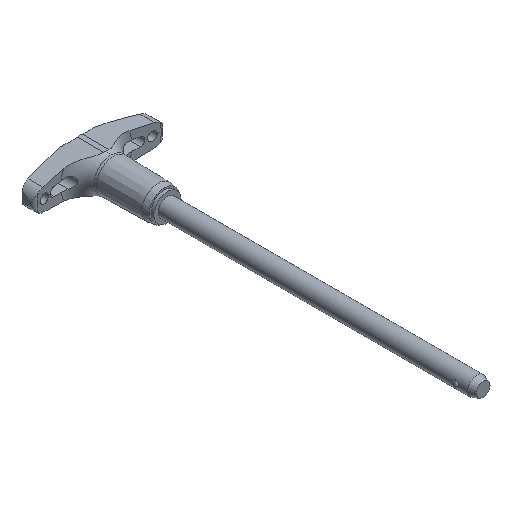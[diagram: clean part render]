
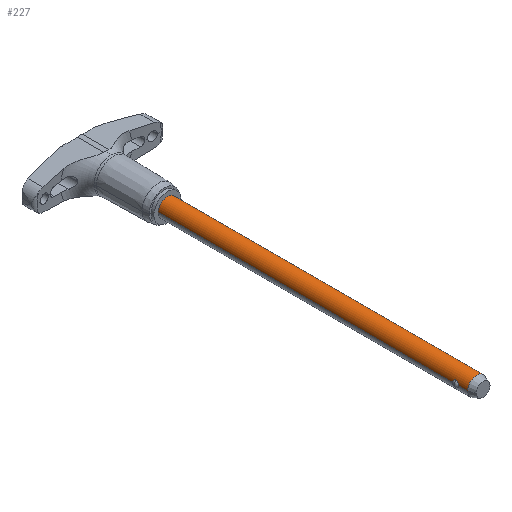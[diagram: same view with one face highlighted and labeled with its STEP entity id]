
A CAD part, isometric view. The second image highlights one B-rep face of the part: STEP entity #227.
In plain terms, the highlighted cylindrical face has radius 3.175 mm (diameter 6.35 mm), a partial arc.
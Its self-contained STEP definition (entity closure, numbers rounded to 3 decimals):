
#227=ADVANCED_FACE('',(#465),#466,.T.);
#465=FACE_OUTER_BOUND('',#704,.T.);
#466=CYLINDRICAL_SURFACE('',#705,3.175);
#704=EDGE_LOOP('',(#1355,#1356,#1357,#1358,#1359,#1360,#1361,#1362,#1363,#1364));
#705=AXIS2_PLACEMENT_3D('',#1365,#1366,#1367);
#1355=ORIENTED_EDGE('',*,*,#1600,.T.);
#1356=ORIENTED_EDGE('',*,*,#1569,.T.);
#1357=ORIENTED_EDGE('',*,*,#1567,.T.);
#1358=ORIENTED_EDGE('',*,*,#1606,.T.);
#1359=ORIENTED_EDGE('',*,*,#1646,.F.);
#1360=ORIENTED_EDGE('',*,*,#1604,.T.);
#1361=ORIENTED_EDGE('',*,*,#1704,.T.);
#1362=ORIENTED_EDGE('',*,*,#1623,.T.);
#1363=ORIENTED_EDGE('',*,*,#1601,.T.);
#1364=ORIENTED_EDGE('',*,*,#1592,.T.);
#1365=CARTESIAN_POINT('',(0.0,-54.483,0.0));
#1366=DIRECTION('',(-0.0,1.0,0.0));
#1367=DIRECTION('',(1.0,0.0,0.0));
#1567=EDGE_CURVE('',#1927,#1929,#1931,.T.);
#1569=EDGE_CURVE('',#1933,#1927,#1934,.T.);
#1592=EDGE_CURVE('',#1897,#1893,#1970,.T.);
#1600=EDGE_CURVE('',#1893,#1933,#1982,.T.);
#1601=EDGE_CURVE('',#1983,#1897,#1984,.T.);
#1604=EDGE_CURVE('',#1989,#1987,#1990,.T.);
#1606=EDGE_CURVE('',#1929,#1991,#1993,.T.);
#1623=EDGE_CURVE('',#2013,#1983,#2015,.T.);
#1646=EDGE_CURVE('',#1989,#1991,#2049,.T.);
#1704=EDGE_CURVE('',#1987,#2013,#2121,.T.);
#1893=VERTEX_POINT('',#2692);
#1897=VERTEX_POINT('',#2697);
#1927=VERTEX_POINT('',#2832);
#1929=VERTEX_POINT('',#2834);
#1931=B_SPLINE_CURVE_WITH_KNOTS('',3,(#2849,#2850,#2851,#2852,#2853,#2854,#2855,#2856,#2857,#2858,#2859,#2860,#2861,#2862),.UNSPECIFIED.,.F.,.F.,(4,2,2,2,2,2,4),(3.203,3.545,3.887,4.055,4.223,4.514,4.804),.UNSPECIFIED.);
#1933=VERTEX_POINT('',#2864);
#1934=B_SPLINE_CURVE_WITH_KNOTS('',3,(#2865,#2866,#2867,#2868,#2869,#2870,#2871,#2872,#2873,#2874,#2875,#2876,#2877,#2878),.UNSPECIFIED.,.F.,.F.,(4,2,2,2,2,2,4),(1.601,1.892,2.183,2.351,2.519,2.861,3.203),.UNSPECIFIED.);
#1970=CIRCLE('',#3021,3.175);
#1982=LINE('',#3035,#3036);
#1983=VERTEX_POINT('',#3037);
#1984=LINE('',#3038,#3039);
#1987=VERTEX_POINT('',#3055);
#1989=VERTEX_POINT('',#3070);
#1990=LINE('',#3071,#3072);
#1991=VERTEX_POINT('',#3073);
#1993=LINE('',#3075,#3076);
#2013=VERTEX_POINT('',#3198);
#2015=B_SPLINE_CURVE_WITH_KNOTS('',3,(#3200,#3201,#3202,#3203,#3204,#3205,#3206,#3207,#3208,#3209,#3210,#3211,#3212,#3213),.UNSPECIFIED.,.F.,.F.,(4,2,2,2,2,2,4),(0.0,0.342,0.684,0.852,1.02,1.311,1.601),.UNSPECIFIED.);
#2049=CIRCLE('',#3431,3.175);
#2121=B_SPLINE_CURVE_WITH_KNOTS('',3,(#3771,#3772,#3773,#3774,#3775,#3776,#3777,#3778,#3779,#3780,#3781,#3782,#3783,#3784),.UNSPECIFIED.,.F.,.F.,(4,2,2,2,2,2,4),(4.804,5.095,5.386,5.554,5.722,6.064,6.406),.UNSPECIFIED.);
#2692=CARTESIAN_POINT('',(3.175,-106.756,0.0));
#2697=CARTESIAN_POINT('',(-3.175,-106.756,0.));
#2832=CARTESIAN_POINT('',(2.97,-102.596,1.123));
#2834=CARTESIAN_POINT('',(3.175,-101.6,0.));
#2849=CARTESIAN_POINT('',(2.97,-102.596,1.123));
#2850=CARTESIAN_POINT('',(2.97,-102.482,1.123));
#2851=CARTESIAN_POINT('',(2.979,-102.361,1.1));
#2852=CARTESIAN_POINT('',(3.011,-102.139,1.01));
#2853=CARTESIAN_POINT('',(3.033,-102.037,0.942));
#2854=CARTESIAN_POINT('',(3.065,-101.915,0.828));
#2855=CARTESIAN_POINT('',(3.077,-101.875,0.783));
#2856=CARTESIAN_POINT('',(3.1,-101.802,0.687));
#2857=CARTESIAN_POINT('',(3.111,-101.769,0.636));
#2858=CARTESIAN_POINT('',(3.136,-101.698,0.503));
#2859=CARTESIAN_POINT('',(3.151,-101.661,0.405));
#2860=CARTESIAN_POINT('',(3.17,-101.611,0.202));
#2861=CARTESIAN_POINT('',(3.175,-101.6,0.097));
#2862=CARTESIAN_POINT('',(3.175,-101.6,0.));
#2864=CARTESIAN_POINT('',(3.175,-103.593,0.));
#2865=CARTESIAN_POINT('',(3.175,-103.593,0.));
#2866=CARTESIAN_POINT('',(3.175,-103.593,0.097));
#2867=CARTESIAN_POINT('',(3.17,-103.582,0.202));
#2868=CARTESIAN_POINT('',(3.151,-103.532,0.405));
#2869=CARTESIAN_POINT('',(3.136,-103.495,0.503));
#2870=CARTESIAN_POINT('',(3.111,-103.423,0.636));
#2871=CARTESIAN_POINT('',(3.1,-103.391,0.687));
#2872=CARTESIAN_POINT('',(3.077,-103.318,0.783));
#2873=CARTESIAN_POINT('',(3.065,-103.278,0.828));
#2874=CARTESIAN_POINT('',(3.033,-103.156,0.942));
#2875=CARTESIAN_POINT('',(3.011,-103.054,1.01));
#2876=CARTESIAN_POINT('',(2.979,-102.831,1.1));
#2877=CARTESIAN_POINT('',(2.97,-102.71,1.123));
#2878=CARTESIAN_POINT('',(2.97,-102.596,1.123));
#3021=AXIS2_PLACEMENT_3D('',#4020,#4021,#4022);
#3035=CARTESIAN_POINT('',(3.175,-54.483,0.));
#3036=VECTOR('',#4034,1.0);
#3037=CARTESIAN_POINT('',(-3.175,-103.593,0.));
#3038=CARTESIAN_POINT('',(-3.175,-54.483,0.));
#3039=VECTOR('',#4035,1.0);
#3055=CARTESIAN_POINT('',(-3.175,-101.6,0.));
#3070=CARTESIAN_POINT('',(-3.175,0.0,0.));
#3071=CARTESIAN_POINT('',(-3.175,-54.483,0.));
#3072=VECTOR('',#4036,1.0);
#3073=CARTESIAN_POINT('',(3.175,0.0,0.0));
#3075=CARTESIAN_POINT('',(3.175,-54.483,0.));
#3076=VECTOR('',#4040,1.0);
#3198=CARTESIAN_POINT('',(-2.97,-102.596,1.123));
#3200=CARTESIAN_POINT('',(-2.97,-102.596,1.123));
#3201=CARTESIAN_POINT('',(-2.97,-102.71,1.123));
#3202=CARTESIAN_POINT('',(-2.979,-102.831,1.1));
#3203=CARTESIAN_POINT('',(-3.011,-103.054,1.01));
#3204=CARTESIAN_POINT('',(-3.033,-103.156,0.942));
#3205=CARTESIAN_POINT('',(-3.065,-103.278,0.828));
#3206=CARTESIAN_POINT('',(-3.077,-103.318,0.783));
#3207=CARTESIAN_POINT('',(-3.1,-103.391,0.687));
#3208=CARTESIAN_POINT('',(-3.111,-103.423,0.636));
#3209=CARTESIAN_POINT('',(-3.136,-103.495,0.503));
#3210=CARTESIAN_POINT('',(-3.151,-103.532,0.405));
#3211=CARTESIAN_POINT('',(-3.17,-103.582,0.202));
#3212=CARTESIAN_POINT('',(-3.175,-103.593,0.097));
#3213=CARTESIAN_POINT('',(-3.175,-103.593,0.));
#3431=AXIS2_PLACEMENT_3D('',#4062,#4063,#4064);
#3771=CARTESIAN_POINT('',(-3.175,-101.6,0.));
#3772=CARTESIAN_POINT('',(-3.175,-101.6,0.097));
#3773=CARTESIAN_POINT('',(-3.17,-101.611,0.202));
#3774=CARTESIAN_POINT('',(-3.151,-101.661,0.405));
#3775=CARTESIAN_POINT('',(-3.136,-101.698,0.503));
#3776=CARTESIAN_POINT('',(-3.111,-101.769,0.636));
#3777=CARTESIAN_POINT('',(-3.1,-101.802,0.687));
#3778=CARTESIAN_POINT('',(-3.077,-101.875,0.783));
#3779=CARTESIAN_POINT('',(-3.065,-101.915,0.828));
#3780=CARTESIAN_POINT('',(-3.033,-102.037,0.942));
#3781=CARTESIAN_POINT('',(-3.011,-102.139,1.01));
#3782=CARTESIAN_POINT('',(-2.979,-102.361,1.1));
#3783=CARTESIAN_POINT('',(-2.97,-102.482,1.123));
#3784=CARTESIAN_POINT('',(-2.97,-102.596,1.123));
#4020=CARTESIAN_POINT('',(0.0,-106.756,0.0));
#4021=DIRECTION('',(0.,1.0,0.0));
#4022=DIRECTION('',(1.0,0.,0.0));
#4034=DIRECTION('',(0.0,1.0,0.0));
#4035=DIRECTION('',(-0.0,-1.0,-0.0));
#4036=DIRECTION('',(-0.0,-1.0,-0.0));
#4040=DIRECTION('',(0.0,1.0,0.0));
#4062=CARTESIAN_POINT('',(0.0,0.0,0.0));
#4063=DIRECTION('',(-0.0,1.0,0.0));
#4064=DIRECTION('',(1.0,0.0,0.0));
